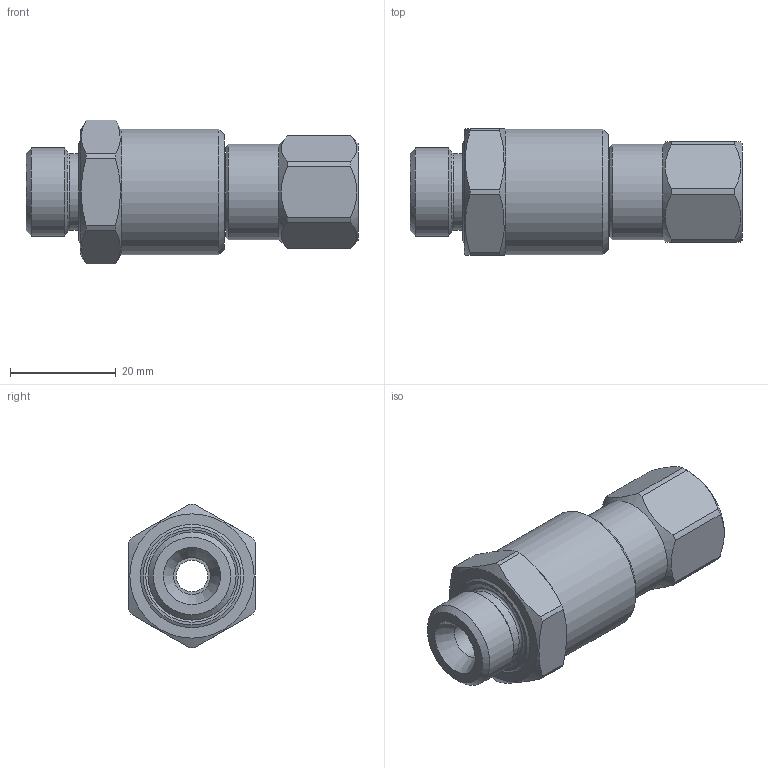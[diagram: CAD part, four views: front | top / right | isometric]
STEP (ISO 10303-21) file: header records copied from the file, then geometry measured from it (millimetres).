
FILE_DESCRIPTION(/* description */ (''),/* implementation_level */ '2;1');
FILE_NAME(/* name */ '32.930.stp',/* time_stamp */ '2023-05-04T14:42:03+02:00',/* author */ ('d.stalder'),/* organization */ (''),/* preprocessor_version */ 'ST-DEVELOPER v18',/* originating_system */ 'Autodesk Inventor 2020',/* authorisation */ '');
FILE_SCHEMA (('AUTOMOTIVE_DESIGN { 1 0 10303 214 3 1 1 }'));
Length unit declared in the file: millimetre
Products named in the file (1): 32.930
Bounding box: 62.8 x 24 x 27.2 mm (x, y, z)
Volume: 18489.7 mm3; surface area: 6793.1 mm2
Topology: 1 solids, 1 shells, 79 faces, 223 edges, 153 vertices
Faces by surface type: plane 39, cylinder 22, cone 16, torus 2
Full cylindrical faces by diameter (mm): 6 x1, 6.4 x1, 7 x1, 8.5 x1, 11.445 x1, 13.308 x1, 14.5 x1, 16.66 x1, 18 x1, 23.8 x1
Entity records: 2738 total; most frequent: CARTESIAN_POINT 532, DIRECTION 450, ORIENTED_EDGE 446, EDGE_CURVE 223, AXIS2_PLACEMENT_3D 185, VERTEX_POINT 153, CIRCLE 105, EDGE_LOOP 88
